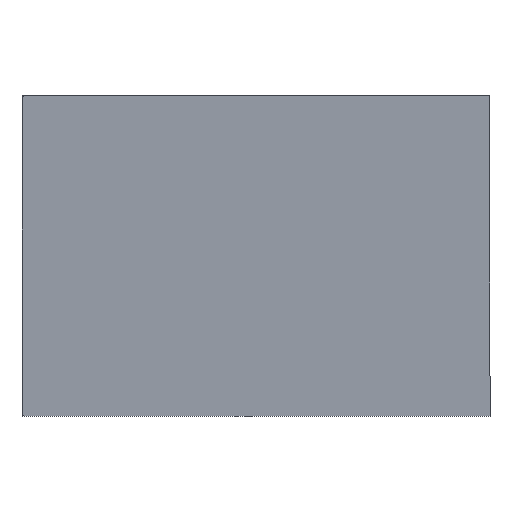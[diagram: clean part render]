
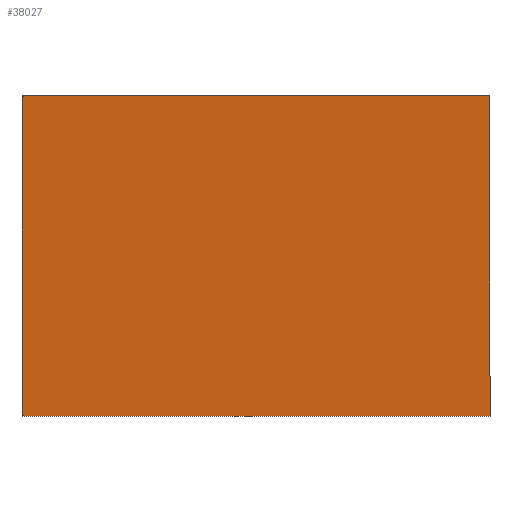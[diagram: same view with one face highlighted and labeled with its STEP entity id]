
A CAD part, top view. The second image highlights one B-rep face of the part: STEP entity #38027.
In plain terms, the highlighted planar face has unit normal (-0.148, 0, 0.989).
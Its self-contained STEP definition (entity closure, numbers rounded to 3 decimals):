
#17575 = VERTEX_POINT ( 'NONE', #165462 ) ;
#23391 = EDGE_CURVE ( 'NONE', #52938, #215561, #59024, .T. ) ;
#38027 = ADVANCED_FACE ( 'NONE', ( #109498 ), #169066, .T. ) ;
#39386 = CARTESIAN_POINT ( 'NONE',  ( 741.614, 658.511, 3156.095 ) ) ;
#46108 = DIRECTION ( 'NONE',  ( 0.989, 0., 0.148 ) ) ;
#49368 = VERTEX_POINT ( 'NONE', #223824 ) ;
#52225 = LINE ( 'NONE', #251022, #94003 ) ;
#52453 = EDGE_CURVE ( 'NONE', #17575, #52938, #52225, .T. ) ;
#52938 = VERTEX_POINT ( 'NONE', #213612 ) ;
#53511 = ORIENTED_EDGE ( 'NONE', *, *, #23391, .F. ) ;
#59024 = LINE ( 'NONE', #62980, #194248 ) ;
#62980 = CARTESIAN_POINT ( 'NONE',  ( -295.476, 658.511, 3001.101 ) ) ;
#81921 = DIRECTION ( 'NONE',  ( 0.989, 0., 0.148 ) ) ;
#82675 = AXIS2_PLACEMENT_3D ( 'NONE', #231080, #87912, #46108 ) ;
#83559 = LINE ( 'NONE', #226653, #89761 ) ;
#86994 = EDGE_CURVE ( 'NONE', #49368, #17575, #132472, .T. ) ;
#87912 = DIRECTION ( 'NONE',  ( -0.148, 0., 0.989 ) ) ;
#89032 = DIRECTION ( 'NONE',  ( 0., 1., 0. ) ) ;
#89761 = VECTOR ( 'NONE', #248137, 1000. ) ;
#94003 = VECTOR ( 'NONE', #89032, 1000. ) ;
#109498 = FACE_OUTER_BOUND ( 'NONE', #264975, .T. ) ;
#109506 = CARTESIAN_POINT ( 'NONE',  ( -305.367, -658.511, 2999.622 ) ) ;
#132472 = LINE ( 'NONE', #109506, #138121 ) ;
#138121 = VECTOR ( 'NONE', #171705, 1000. ) ;
#165462 = CARTESIAN_POINT ( 'NONE',  ( -1180.122, -658.511, 2868.889 ) ) ;
#166938 = ORIENTED_EDGE ( 'NONE', *, *, #52453, .F. ) ;
#169066 = PLANE ( 'NONE',  #82675 ) ;
#171705 = DIRECTION ( 'NONE',  ( -0.989, 0., -0.148 ) ) ;
#194248 = VECTOR ( 'NONE', #81921, 1000. ) ;
#207153 = ORIENTED_EDGE ( 'NONE', *, *, #218186, .F. ) ;
#213612 = CARTESIAN_POINT ( 'NONE',  ( -1180.122, 658.511, 2868.889 ) ) ;
#215561 = VERTEX_POINT ( 'NONE', #39386 ) ;
#218186 = EDGE_CURVE ( 'NONE', #215561, #49368, #83559, .T. ) ;
#223824 = CARTESIAN_POINT ( 'NONE',  ( 741.614, -658.511, 3156.095 ) ) ;
#226653 = CARTESIAN_POINT ( 'NONE',  ( 741.614, 3.125, 3156.095 ) ) ;
#231080 = CARTESIAN_POINT ( 'NONE',  ( -300.422, 0., 3000.361 ) ) ;
#247052 = ORIENTED_EDGE ( 'NONE', *, *, #86994, .F. ) ;
#248137 = DIRECTION ( 'NONE',  ( 0., -1., 0. ) ) ;
#251022 = CARTESIAN_POINT ( 'NONE',  ( -1180.122, -120.416, 2868.889 ) ) ;
#264975 = EDGE_LOOP ( 'NONE', ( #247052, #207153, #53511, #166938 ) ) ;
